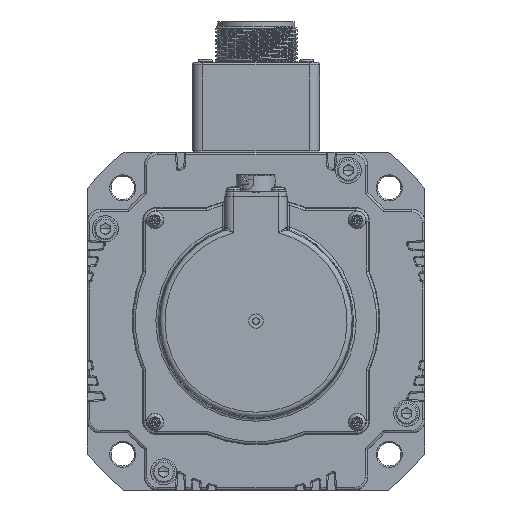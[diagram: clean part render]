
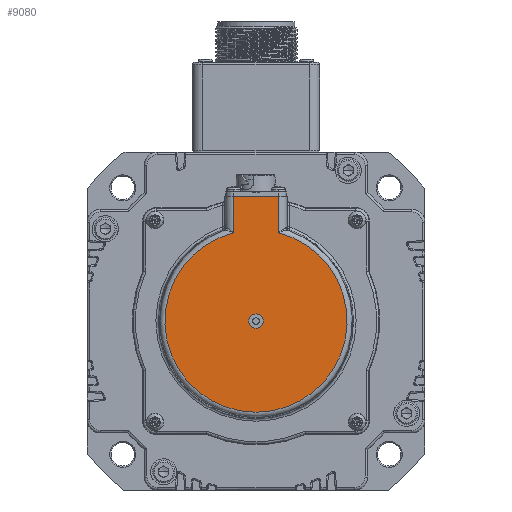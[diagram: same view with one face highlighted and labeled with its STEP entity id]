
A CAD part, front view. The second image highlights one B-rep face of the part: STEP entity #9080.
In plain terms, the highlighted planar face has unit normal (0, -1, 0).
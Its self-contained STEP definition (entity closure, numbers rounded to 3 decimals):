
#882=FACE_BOUND('',#12954,.T.);
#883=FACE_BOUND('',#12955,.T.);
#2256=PLANE('',#34709);
#4482=LINE('',#64569,#7022);
#4484=LINE('',#64575,#7024);
#4485=LINE('',#64577,#7025);
#7022=VECTOR('',#41137,1.);
#7024=VECTOR('',#41143,1.);
#7025=VECTOR('',#41144,1.);
#9080=ADVANCED_FACE('',(#882,#883),#2256,.T.);
#12954=EDGE_LOOP('',(#18668));
#12955=EDGE_LOOP('',(#18669,#18670,#18671,#18672));
#18668=ORIENTED_EDGE('',*,*,#28991,.T.);
#18669=ORIENTED_EDGE('',*,*,#28990,.T.);
#18670=ORIENTED_EDGE('',*,*,#29115,.T.);
#18671=ORIENTED_EDGE('',*,*,#29116,.F.);
#18672=ORIENTED_EDGE('',*,*,#29112,.F.);
#25152=VERTEX_POINT('',#64149);
#25158=VERTEX_POINT('',#64234);
#25159=VERTEX_POINT('',#64238);
#25232=VERTEX_POINT('',#64570);
#25234=VERTEX_POINT('',#64576);
#28990=EDGE_CURVE('',#25152,#25158,#32099,.T.);
#28991=EDGE_CURVE('',#25159,#25159,#32100,.T.);
#29112=EDGE_CURVE('',#25152,#25232,#4482,.T.);
#29115=EDGE_CURVE('',#25158,#25234,#4484,.T.);
#29116=EDGE_CURVE('',#25232,#25234,#4485,.T.);
#32099=CIRCLE('',#34620,35.056);
#32100=CIRCLE('',#34622,2.75);
#34620=AXIS2_PLACEMENT_3D('',#64235,#40882,#40883);
#34622=AXIS2_PLACEMENT_3D('',#64237,#40886,#40887);
#34709=AXIS2_PLACEMENT_3D('',#64578,#41145,#41146);
#40882=DIRECTION('',(0.,-1.,0.));
#40883=DIRECTION('',(0.,0.,-1.));
#40886=DIRECTION('',(0.,1.,0.));
#40887=DIRECTION('',(0.,0.,1.));
#41137=DIRECTION('',(0.,0.,1.));
#41143=DIRECTION('',(0.,0.,1.));
#41144=DIRECTION('',(1.,0.,0.));
#41145=DIRECTION('',(0.,-1.,0.));
#41146=DIRECTION('',(0.,0.,-1.));
#64149=CARTESIAN_POINT('',(-8.617,-39.5,-31.02));
#64234=CARTESIAN_POINT('',(8.617,-39.5,-31.02));
#64235=CARTESIAN_POINT('',(0.,-39.5,-65.));
#64237=CARTESIAN_POINT('',(0.,-39.5,-65.));
#64238=CARTESIAN_POINT('',(0.,-39.5,-62.25));
#64569=CARTESIAN_POINT('',(-8.617,-39.5,-57.45));
#64570=CARTESIAN_POINT('',(-8.617,-39.5,-17.));
#64575=CARTESIAN_POINT('',(8.617,-39.5,-57.45));
#64576=CARTESIAN_POINT('',(8.617,-39.5,-17.));
#64577=CARTESIAN_POINT('',(-8.617,-39.5,-17.));
#64578=CARTESIAN_POINT('',(0.,-39.5,-65.));
